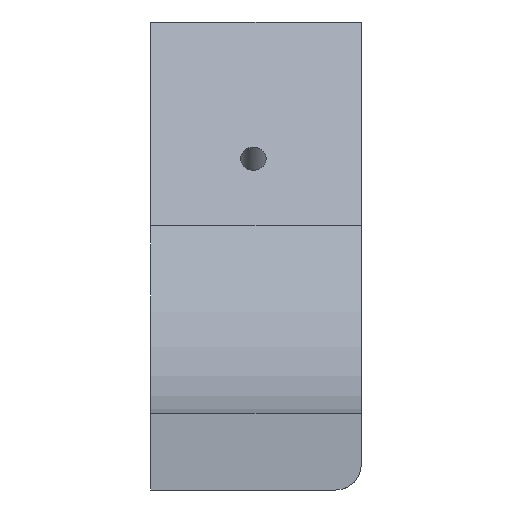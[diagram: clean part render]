
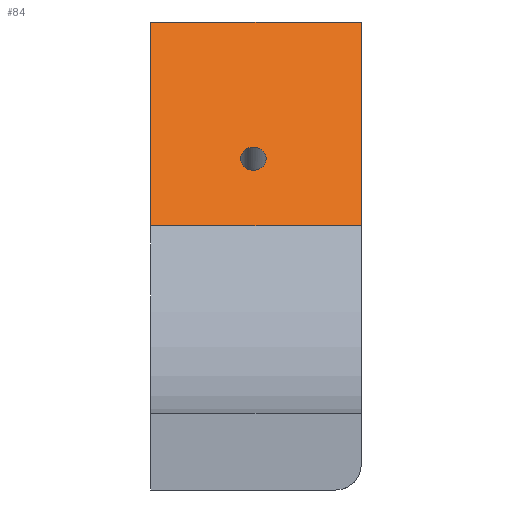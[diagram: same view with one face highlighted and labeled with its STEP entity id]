
A CAD part, front view. The second image highlights one B-rep face of the part: STEP entity #84.
In plain terms, the highlighted planar face has unit normal (0, -0.899, 0.438).
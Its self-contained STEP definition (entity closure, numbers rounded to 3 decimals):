
#84 = ADVANCED_FACE( '', ( #118, #119 ), #120, .F. );
#118 = FACE_OUTER_BOUND( '', #167, .T. );
#119 = FACE_BOUND( '', #168, .T. );
#120 = PLANE( '', #169 );
#167 = EDGE_LOOP( '', ( #255, #256, #257, #258 ) );
#168 = EDGE_LOOP( '', ( #259 ) );
#169 = AXIS2_PLACEMENT_3D( '', #260, #261, #262 );
#255 = ORIENTED_EDGE( '', *, *, #349, .T. );
#256 = ORIENTED_EDGE( '', *, *, #341, .F. );
#257 = ORIENTED_EDGE( '', *, *, #350, .T. );
#258 = ORIENTED_EDGE( '', *, *, #344, .T. );
#259 = ORIENTED_EDGE( '', *, *, #328, .T. );
#260 = CARTESIAN_POINT( '', ( 12990.625, 1268.577, -762.294 ) );
#261 = DIRECTION( '', ( 0., 0.899, -0.438 ) );
#262 = DIRECTION( '', ( -1., 0., 0. ) );
#328 = EDGE_CURVE( '', #373, #373, #374, .T. );
#341 = EDGE_CURVE( '', #396, #398, #399, .T. );
#344 = EDGE_CURVE( '', #403, #401, #404, .T. );
#349 = EDGE_CURVE( '', #401, #398, #411, .T. );
#350 = EDGE_CURVE( '', #396, #403, #412, .T. );
#373 = VERTEX_POINT( '', #442 );
#374 = CIRCLE( '', #443, 2.5 );
#396 = VERTEX_POINT( '', #539 );
#398 = VERTEX_POINT( '', #542 );
#399 = LINE( '', #543, #544 );
#401 = VERTEX_POINT( '', #547 );
#403 = VERTEX_POINT( '', #549 );
#404 = LINE( '', #550, #551 );
#411 = LINE( '', #559, #560 );
#412 = LINE( '', #561, #562 );
#442 = CARTESIAN_POINT( '', ( 13013.104, 1274.935, -749.258 ) );
#443 = AXIS2_PLACEMENT_3D( '', #592, #593, #594 );
#539 = CARTESIAN_POINT( '', ( 12990.625, 1287.937, -722.6 ) );
#542 = CARTESIAN_POINT( '', ( 13031.625, 1287.937, -722.6 ) );
#543 = CARTESIAN_POINT( '', ( 13011.125, 1287.937, -722.6 ) );
#544 = VECTOR( '', #608, 1000. );
#547 = CARTESIAN_POINT( '', ( 13031.625, 1268.577, -762.294 ) );
#549 = CARTESIAN_POINT( '', ( 12990.625, 1268.577, -762.294 ) );
#550 = CARTESIAN_POINT( '', ( 13011.125, 1268.577, -762.294 ) );
#551 = VECTOR( '', #613, 1000. );
#559 = CARTESIAN_POINT( '', ( 13031.625, 1278.257, -742.447 ) );
#560 = VECTOR( '', #624, 1000. );
#561 = CARTESIAN_POINT( '', ( 12990.625, 1278.257, -742.447 ) );
#562 = VECTOR( '', #625, 1000. );
#592 = CARTESIAN_POINT( '', ( 13010.604, 1274.935, -749.258 ) );
#593 = DIRECTION( '', ( 0., 0.899, -0.438 ) );
#594 = DIRECTION( '', ( 1., 0., 0. ) );
#608 = DIRECTION( '', ( 1., 0., 0. ) );
#613 = DIRECTION( '', ( 1., 0., 0. ) );
#624 = DIRECTION( '', ( 0., 0.438, 0.899 ) );
#625 = DIRECTION( '', ( 0., -0.438, -0.899 ) );
